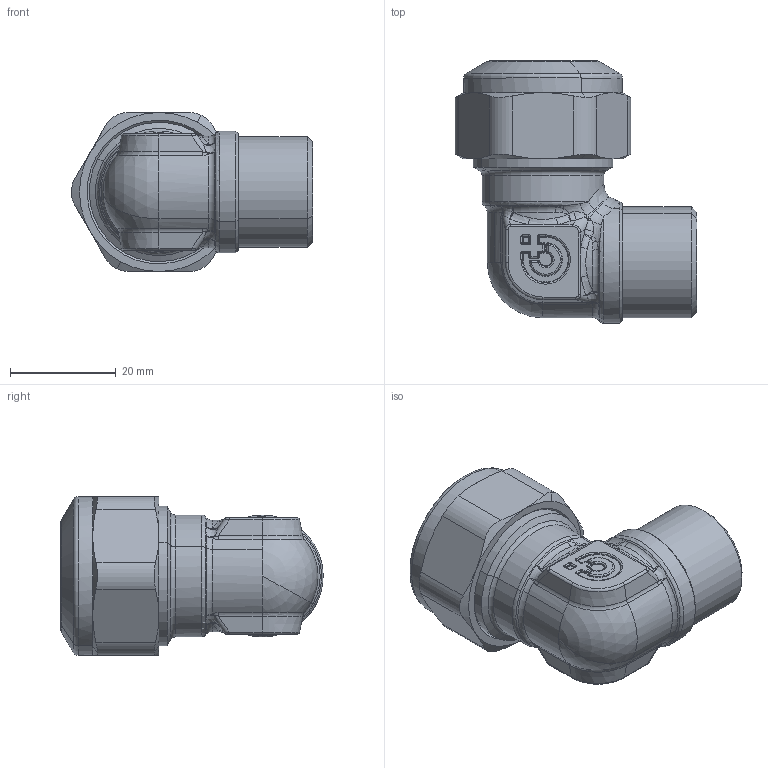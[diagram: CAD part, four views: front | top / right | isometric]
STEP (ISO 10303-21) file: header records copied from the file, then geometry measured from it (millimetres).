
FILE_DESCRIPTION(('CATIA V5 STEP Exchange','CAx-IF Rec.Pracs.--- Model Styling and Organization---1.4--- 2014-01-23','CAx-IF Rec.Pracs.---3D Tessellated Data Validation Properties---0.5---2014-09-14'),'2;1');
FILE_NAME('STEP_905748_-_TST.stp','2021-06-24T12:11:39+00:00',('none'),('none'),'CATIA Version 5-6 Release 2019 SP3','CATIA V5 STEP AP242 v1','none');
FILE_SCHEMA(('AP242_MANAGED_MODEL_BASED_3D_ENGINEERING_MIM_LF {1 0 10303 442 1 1 4}'));
Length unit declared in the file: millimetre
Products named in the file (1): 905748 -TST
Bounding box: 45.54 x 49.5 x 30 mm (x, y, z)
Volume: 31475.4 mm3; surface area: 6383.1 mm2
Topology: 1 solids, 1 shells, 428 faces, 978 edges, 512 vertices
Faces by surface type: cylinder 133, bspline 110, plane 63, sphere 48, cone 38, torus 36
Entity records: 17505 total; most frequent: CARTESIAN_POINT 9719, ORIENTED_EDGE 1860, DIRECTION 1035, EDGE_CURVE 930, AXIS2_PLACEMENT_3D 546, VERTEX_POINT 512, EDGE_LOOP 436, ADVANCED_FACE 428
